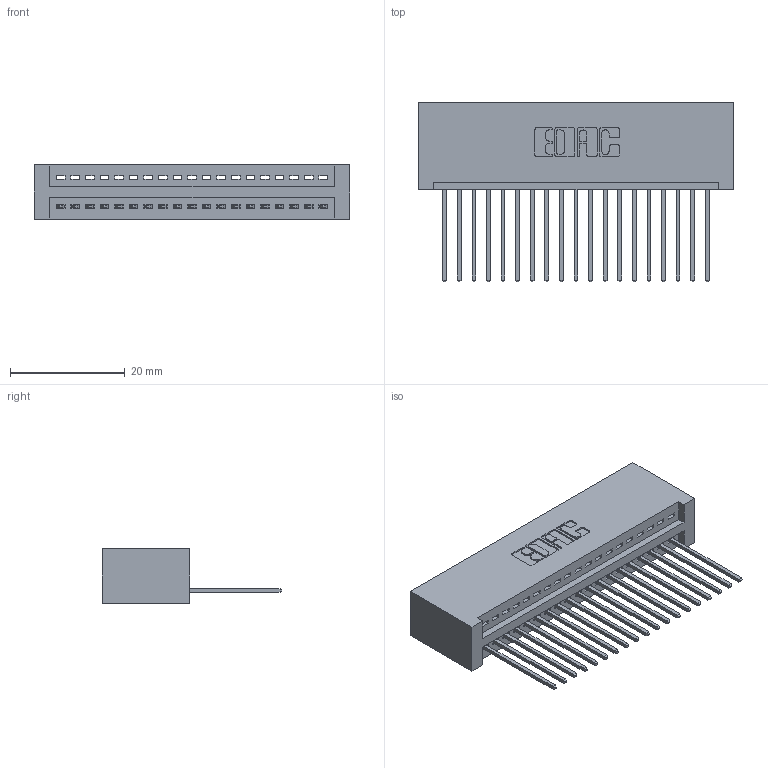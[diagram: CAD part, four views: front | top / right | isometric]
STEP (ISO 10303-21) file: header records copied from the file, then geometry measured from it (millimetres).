
FILE_DESCRIPTION (( 'STEP AP203' ), '1' );
FILE_NAME ('395-019-542-101.STEP', '2019-10-17T17:30:31', ( '' ), ( '' ), 'SwSTEP 2.0', 'SolidWorks 2016', '' );
FILE_SCHEMA (( 'CONFIG_CONTROL_DESIGN' ));
Length unit declared in the file: inch
Products named in the file (3): 345 Part_No Mounting Lugs; 395-019-542-101; 345-292-001_345-293-142
Assembly tree (20 placements, depth 2):
  395-019-542-101
    345 Part_No Mounting Lugs
    345-292-001_345-293-142  x19
Bounding box: 54.86 x 31.29 x 9.4 mm (x, y, z)
Volume: 5649.3 mm3; surface area: 7652.2 mm2
Topology: 20 solids, 20 shells, 1220 faces, 3661 edges, 2414 vertices
Faces by surface type: plane 836, cylinder 384
Entity records: 17137 total; most frequent: CARTESIAN_POINT 2977, ORIENTED_EDGE 2930, DIRECTION 2627, EDGE_CURVE 1465, VECTOR 1265, LINE 1265, VERTEX_POINT 974, AXIS2_PLACEMENT_3D 681
